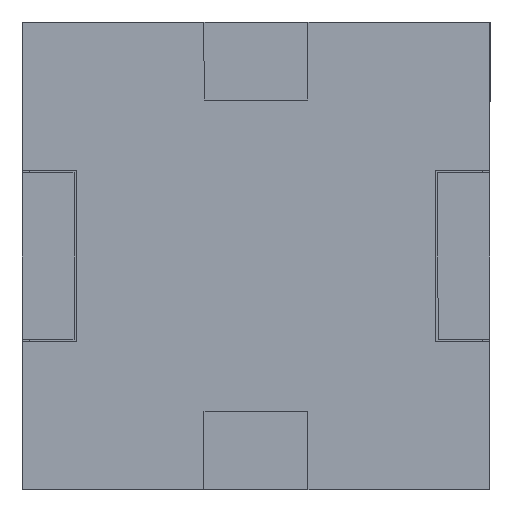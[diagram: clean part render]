
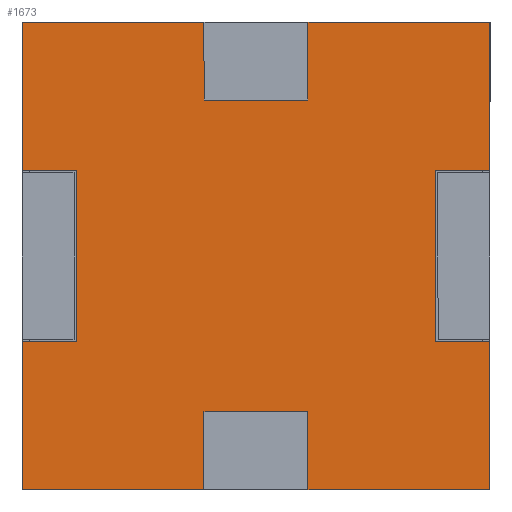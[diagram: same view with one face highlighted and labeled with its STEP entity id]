
A CAD part, front view. The second image highlights one B-rep face of the part: STEP entity #1673.
In plain terms, the highlighted planar face has unit normal (0, -1, 0).
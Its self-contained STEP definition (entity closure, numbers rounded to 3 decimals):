
#7 = ORIENTED_EDGE ( 'NONE', *, *, #835, .F. ) ;
#31 = ORIENTED_EDGE ( 'NONE', *, *, #1154, .F. ) ;
#51 = VERTEX_POINT ( 'NONE', #202 ) ;
#57 = CARTESIAN_POINT ( 'NONE',  ( 0., 0., -3. ) ) ;
#73 = CARTESIAN_POINT ( 'NONE',  ( 0., 0., -1.65 ) ) ;
#92 = EDGE_CURVE ( 'NONE', #51, #1906, #1812, .T. ) ;
#93 = ORIENTED_EDGE ( 'NONE', *, *, #1762, .F. ) ;
#101 = CARTESIAN_POINT ( 'NONE',  ( -3.45, 0., 0. ) ) ;
#122 = CARTESIAN_POINT ( 'NONE',  ( -4.5, 0., 4.5 ) ) ;
#149 = EDGE_CURVE ( 'NONE', #389, #397, #1003, .T. ) ;
#154 = CARTESIAN_POINT ( 'NONE',  ( 4.5, 0., -4.5 ) ) ;
#177 = ORIENTED_EDGE ( 'NONE', *, *, #276, .T. ) ;
#180 = VERTEX_POINT ( 'NONE', #122 ) ;
#199 = LINE ( 'NONE', #1323, #1072 ) ;
#202 = CARTESIAN_POINT ( 'NONE',  ( 4.5, 0., 1.65 ) ) ;
#205 = EDGE_CURVE ( 'NONE', #1024, #397, #1530, .T. ) ;
#258 = DIRECTION ( 'NONE',  ( 1., 0., 0. ) ) ;
#264 = VECTOR ( 'NONE', #1801, 1000. ) ;
#268 = EDGE_CURVE ( 'NONE', #1136, #51, #947, .T. ) ;
#272 = VERTEX_POINT ( 'NONE', #1719 ) ;
#276 = EDGE_CURVE ( 'NONE', #591, #728, #1087, .T. ) ;
#277 = LINE ( 'NONE', #2024, #449 ) ;
#294 = EDGE_CURVE ( 'NONE', #1906, #890, #277, .T. ) ;
#313 = VECTOR ( 'NONE', #938, 1000. ) ;
#314 = CARTESIAN_POINT ( 'NONE',  ( 0., 0., 3. ) ) ;
#319 = CARTESIAN_POINT ( 'NONE',  ( -4.5, 0., 1.65 ) ) ;
#345 = VERTEX_POINT ( 'NONE', #1105 ) ;
#367 = DIRECTION ( 'NONE',  ( 1., 0., 0. ) ) ;
#371 = VECTOR ( 'NONE', #719, 1000. ) ;
#383 = CARTESIAN_POINT ( 'NONE',  ( 4.5, 0., 4.5 ) ) ;
#384 = VECTOR ( 'NONE', #797, 1000. ) ;
#386 = CARTESIAN_POINT ( 'NONE',  ( 1., 0., 0. ) ) ;
#389 = VERTEX_POINT ( 'NONE', #978 ) ;
#396 = CARTESIAN_POINT ( 'NONE',  ( -1., 0., 4.5 ) ) ;
#397 = VERTEX_POINT ( 'NONE', #496 ) ;
#419 = EDGE_CURVE ( 'NONE', #1170, #728, #472, .T. ) ;
#448 = VECTOR ( 'NONE', #1816, 1000. ) ;
#449 = VECTOR ( 'NONE', #624, 1000. ) ;
#467 = CARTESIAN_POINT ( 'NONE',  ( 0., 0., -1.65 ) ) ;
#472 = LINE ( 'NONE', #314, #384 ) ;
#478 = CARTESIAN_POINT ( 'NONE',  ( -4.5, 0., 4.5 ) ) ;
#496 = CARTESIAN_POINT ( 'NONE',  ( -3.45, 0., -1.65 ) ) ;
#498 = ORIENTED_EDGE ( 'NONE', *, *, #1518, .F. ) ;
#499 = EDGE_CURVE ( 'NONE', #1925, #1024, #506, .T. ) ;
#506 = LINE ( 'NONE', #1778, #1774 ) ;
#522 = ORIENTED_EDGE ( 'NONE', *, *, #679, .F. ) ;
#547 = DIRECTION ( 'NONE',  ( 1., 0., 0. ) ) ;
#550 = VERTEX_POINT ( 'NONE', #396 ) ;
#562 = VECTOR ( 'NONE', #1730, 1000. ) ;
#565 = CARTESIAN_POINT ( 'NONE',  ( -4.5, 0., 4.5 ) ) ;
#582 = CARTESIAN_POINT ( 'NONE',  ( -4.5, 0., -4.5 ) ) ;
#591 = VERTEX_POINT ( 'NONE', #1818 ) ;
#614 = LINE ( 'NONE', #1416, #1557 ) ;
#624 = DIRECTION ( 'NONE',  ( 0., 0., -1. ) ) ;
#656 = CARTESIAN_POINT ( 'NONE',  ( -3.45, 0., 1.65 ) ) ;
#661 = LINE ( 'NONE', #1342, #1639 ) ;
#679 = EDGE_CURVE ( 'NONE', #591, #1136, #2010, .T. ) ;
#697 = VERTEX_POINT ( 'NONE', #582 ) ;
#704 = PLANE ( 'NONE',  #1936 ) ;
#719 = DIRECTION ( 'NONE',  ( -1., 0., 0. ) ) ;
#728 = VERTEX_POINT ( 'NONE', #1577 ) ;
#742 = CARTESIAN_POINT ( 'NONE',  ( -1., 0., 3. ) ) ;
#760 = VECTOR ( 'NONE', #1103, 1000. ) ;
#769 = VERTEX_POINT ( 'NONE', #1566 ) ;
#797 = DIRECTION ( 'NONE',  ( 1., 0., 0. ) ) ;
#800 = VERTEX_POINT ( 'NONE', #1929 ) ;
#822 = ORIENTED_EDGE ( 'NONE', *, *, #294, .F. ) ;
#835 = EDGE_CURVE ( 'NONE', #769, #345, #883, .T. ) ;
#836 = CARTESIAN_POINT ( 'NONE',  ( -1., 0., 0. ) ) ;
#850 = EDGE_CURVE ( 'NONE', #800, #345, #1367, .T. ) ;
#860 = VECTOR ( 'NONE', #1044, 1000. ) ;
#868 = CARTESIAN_POINT ( 'NONE',  ( -1., 0., -4.5 ) ) ;
#873 = DIRECTION ( 'NONE',  ( 0., 0., 1. ) ) ;
#879 = CARTESIAN_POINT ( 'NONE',  ( -4.5, 0., -4.5 ) ) ;
#882 = LINE ( 'NONE', #1661, #448 ) ;
#883 = LINE ( 'NONE', #386, #1692 ) ;
#890 = VERTEX_POINT ( 'NONE', #1008 ) ;
#931 = ORIENTED_EDGE ( 'NONE', *, *, #1006, .T. ) ;
#938 = DIRECTION ( 'NONE',  ( 0., 0., -1. ) ) ;
#947 = LINE ( 'NONE', #1418, #313 ) ;
#978 = CARTESIAN_POINT ( 'NONE',  ( -4.5, 0., -1.65 ) ) ;
#1003 = LINE ( 'NONE', #73, #1281 ) ;
#1006 = EDGE_CURVE ( 'NONE', #1978, #890, #1413, .T. ) ;
#1008 = CARTESIAN_POINT ( 'NONE',  ( 3.45, 0., -1.65 ) ) ;
#1011 = ORIENTED_EDGE ( 'NONE', *, *, #1129, .T. ) ;
#1024 = VERTEX_POINT ( 'NONE', #656 ) ;
#1028 = DIRECTION ( 'NONE',  ( 0., 0., 1. ) ) ;
#1044 = DIRECTION ( 'NONE',  ( 0., 0., 1. ) ) ;
#1069 = ORIENTED_EDGE ( 'NONE', *, *, #1387, .F. ) ;
#1072 = VECTOR ( 'NONE', #1644, 1000. ) ;
#1073 = DIRECTION ( 'NONE',  ( 0., 0., 1. ) ) ;
#1081 = ORIENTED_EDGE ( 'NONE', *, *, #850, .T. ) ;
#1087 = LINE ( 'NONE', #2044, #1349 ) ;
#1095 = VECTOR ( 'NONE', #547, 1000. ) ;
#1103 = DIRECTION ( 'NONE',  ( 0., 0., -1. ) ) ;
#1105 = CARTESIAN_POINT ( 'NONE',  ( 1., 0., -3. ) ) ;
#1129 = EDGE_CURVE ( 'NONE', #1251, #800, #1960, .T. ) ;
#1134 = ORIENTED_EDGE ( 'NONE', *, *, #92, .F. ) ;
#1136 = VERTEX_POINT ( 'NONE', #383 ) ;
#1154 = EDGE_CURVE ( 'NONE', #697, #389, #1532, .T. ) ;
#1170 = VERTEX_POINT ( 'NONE', #742 ) ;
#1181 = ORIENTED_EDGE ( 'NONE', *, *, #268, .F. ) ;
#1221 = EDGE_CURVE ( 'NONE', #180, #550, #1542, .T. ) ;
#1251 = VERTEX_POINT ( 'NONE', #868 ) ;
#1278 = CARTESIAN_POINT ( 'NONE',  ( 4.5, 0., -1.65 ) ) ;
#1281 = VECTOR ( 'NONE', #1481, 1000. ) ;
#1310 = DIRECTION ( 'NONE',  ( -1., 0., 0. ) ) ;
#1323 = CARTESIAN_POINT ( 'NONE',  ( -4.5, 0., -4.5 ) ) ;
#1342 = CARTESIAN_POINT ( 'NONE',  ( -4.5, 0., -4.5 ) ) ;
#1349 = VECTOR ( 'NONE', #1544, 1000. ) ;
#1367 = LINE ( 'NONE', #57, #1095 ) ;
#1381 = DIRECTION ( 'NONE',  ( 0., 0., -1. ) ) ;
#1384 = VECTOR ( 'NONE', #1381, 1000. ) ;
#1387 = EDGE_CURVE ( 'NONE', #1978, #272, #2023, .T. ) ;
#1413 = LINE ( 'NONE', #467, #562 ) ;
#1416 = CARTESIAN_POINT ( 'NONE',  ( -4.5, 0., -4.5 ) ) ;
#1418 = CARTESIAN_POINT ( 'NONE',  ( 4.5, 0., -4.5 ) ) ;
#1431 = EDGE_CURVE ( 'NONE', #1925, #180, #614, .T. ) ;
#1470 = ORIENTED_EDGE ( 'NONE', *, *, #1221, .F. ) ;
#1481 = DIRECTION ( 'NONE',  ( 1., 0., 0. ) ) ;
#1496 = FACE_OUTER_BOUND ( 'NONE', #1558, .T. ) ;
#1518 = EDGE_CURVE ( 'NONE', #272, #769, #199, .T. ) ;
#1530 = LINE ( 'NONE', #101, #1384 ) ;
#1532 = LINE ( 'NONE', #879, #860 ) ;
#1542 = LINE ( 'NONE', #565, #1957 ) ;
#1544 = DIRECTION ( 'NONE',  ( 0., 0., -1. ) ) ;
#1555 = CARTESIAN_POINT ( 'NONE',  ( 3.45, 0., 1.65 ) ) ;
#1557 = VECTOR ( 'NONE', #1073, 1000. ) ;
#1558 = EDGE_LOOP ( 'NONE', ( #1645, #1915, #1602, #31, #93, #1011, #1081, #7, #498, #1069, #931, #822, #1134, #1181, #522, #177, #1926, #1870, #1470, #1716 ) ) ;
#1566 = CARTESIAN_POINT ( 'NONE',  ( 1., 0., -4.5 ) ) ;
#1577 = CARTESIAN_POINT ( 'NONE',  ( 1., 0., 3. ) ) ;
#1602 = ORIENTED_EDGE ( 'NONE', *, *, #149, .F. ) ;
#1639 = VECTOR ( 'NONE', #1310, 1000. ) ;
#1644 = DIRECTION ( 'NONE',  ( -1., 0., 0. ) ) ;
#1645 = ORIENTED_EDGE ( 'NONE', *, *, #499, .T. ) ;
#1661 = CARTESIAN_POINT ( 'NONE',  ( -1., 0., 0. ) ) ;
#1665 = CARTESIAN_POINT ( 'NONE',  ( 0., 0., 0. ) ) ;
#1673 = ADVANCED_FACE ( 'NONE', ( #1496 ), #704, .F. ) ;
#1692 = VECTOR ( 'NONE', #1028, 1000. ) ;
#1716 = ORIENTED_EDGE ( 'NONE', *, *, #1431, .F. ) ;
#1719 = CARTESIAN_POINT ( 'NONE',  ( 4.5, 0., -4.5 ) ) ;
#1730 = DIRECTION ( 'NONE',  ( -1., 0., 0. ) ) ;
#1762 = EDGE_CURVE ( 'NONE', #1251, #697, #661, .T. ) ;
#1774 = VECTOR ( 'NONE', #367, 1000. ) ;
#1778 = CARTESIAN_POINT ( 'NONE',  ( 0., 0., 1.65 ) ) ;
#1801 = DIRECTION ( 'NONE',  ( 0., 0., 1. ) ) ;
#1812 = LINE ( 'NONE', #1843, #371 ) ;
#1816 = DIRECTION ( 'NONE',  ( 0., 0., -1. ) ) ;
#1818 = CARTESIAN_POINT ( 'NONE',  ( 1., 0., 4.5 ) ) ;
#1842 = VECTOR ( 'NONE', #258, 1000. ) ;
#1843 = CARTESIAN_POINT ( 'NONE',  ( 0., 0., 1.65 ) ) ;
#1870 = ORIENTED_EDGE ( 'NONE', *, *, #1880, .F. ) ;
#1880 = EDGE_CURVE ( 'NONE', #550, #1170, #882, .T. ) ;
#1906 = VERTEX_POINT ( 'NONE', #1555 ) ;
#1915 = ORIENTED_EDGE ( 'NONE', *, *, #205, .T. ) ;
#1925 = VERTEX_POINT ( 'NONE', #319 ) ;
#1926 = ORIENTED_EDGE ( 'NONE', *, *, #419, .F. ) ;
#1929 = CARTESIAN_POINT ( 'NONE',  ( -1., 0., -3. ) ) ;
#1936 = AXIS2_PLACEMENT_3D ( 'NONE', #1665, #1977, #873 ) ;
#1957 = VECTOR ( 'NONE', #2016, 1000. ) ;
#1960 = LINE ( 'NONE', #836, #264 ) ;
#1977 = DIRECTION ( 'NONE',  ( 0., 1., 0. ) ) ;
#1978 = VERTEX_POINT ( 'NONE', #1278 ) ;
#2010 = LINE ( 'NONE', #478, #1842 ) ;
#2016 = DIRECTION ( 'NONE',  ( 1., 0., 0. ) ) ;
#2023 = LINE ( 'NONE', #154, #760 ) ;
#2024 = CARTESIAN_POINT ( 'NONE',  ( 3.45, 0., 0. ) ) ;
#2044 = CARTESIAN_POINT ( 'NONE',  ( 1., 0., 0. ) ) ;
